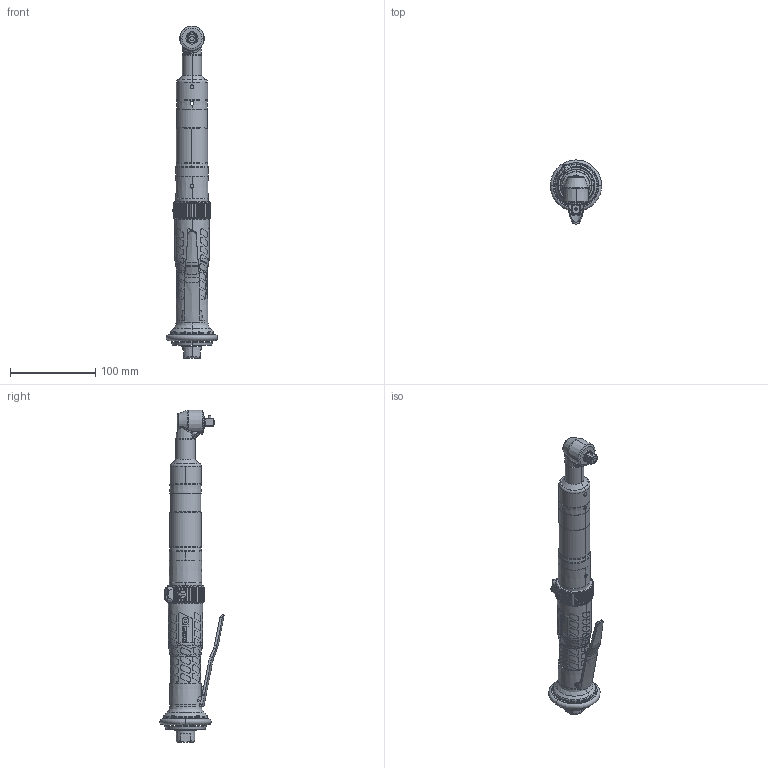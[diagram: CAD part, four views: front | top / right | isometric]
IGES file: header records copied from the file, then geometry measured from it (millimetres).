
Start section:  PTC IGES file: 34raa28ah3_sw0001.igs
Global section: file name: 34raa28ah3_sw0001.igs; native system: Pro/ENGINEER by Parametric Technology Corporation; preprocessor: 2002310; author: LoitzR; organization: Unknown; date: 050922.140147; units: inch
Bounding box: 60.45 x 75.58 x 389.93 mm (x, y, z)
Surface area: 75320.9 mm2 (no closed solid volume)
Topology: 0 solids, 0 shells, 507 faces, 2982 edges, 2976 vertices
Faces by surface type: revolution 367, bspline 134, extrusion 6
